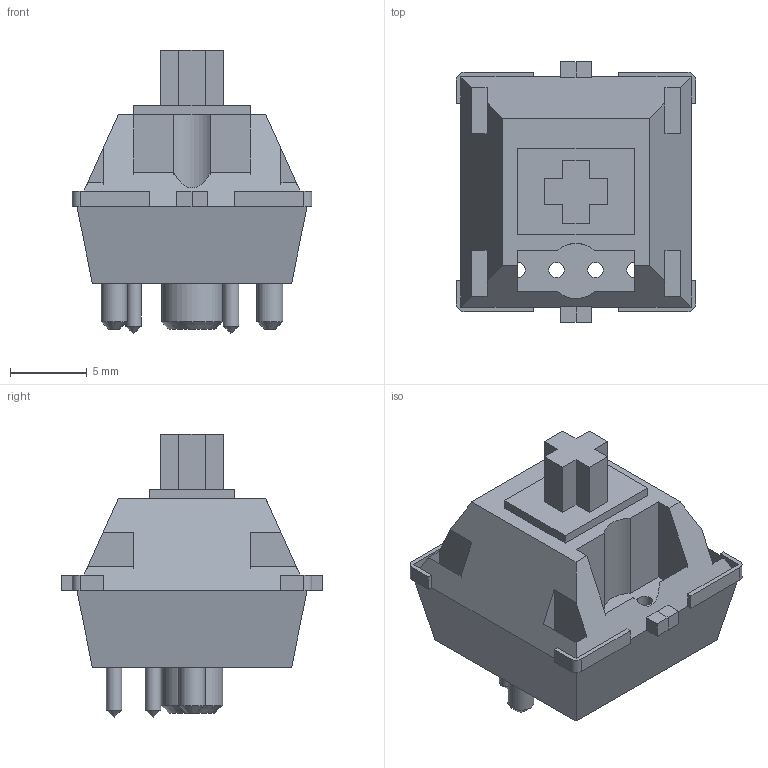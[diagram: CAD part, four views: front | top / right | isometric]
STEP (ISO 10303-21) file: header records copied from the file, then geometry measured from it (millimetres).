
FILE_DESCRIPTION(('FreeCAD Model'),'2;1');
FILE_NAME('SW_Cherry_MX_1.00u_PCB.step', '2019-12-07T03:58:16',('kicad StepUp'),('ksu MCAD'), 'Open CASCADE STEP processor 6.8','FreeCAD','Unknown');
FILE_SCHEMA(('AUTOMOTIVE_DESIGN_CC2 { 1 2 10303 214 -1 1 5 4 }'));
Length unit declared in the file: millimetre
Products named in the file (1): SW_Cherry_MX_1.00u_PCB
Bounding box: 15.6 x 16.98 x 18.5 mm (x, y, z)
Volume: 1883.7 mm3; surface area: 1302.3 mm2
Topology: 5 solids, 5 shells, 132 faces, 338 edges, 219 vertices
Faces by surface type: plane 104, cylinder 15, bspline 8, cone 5
Full cylindrical faces by diameter (mm): 1 x6, 1.702 x2, 3.988 x1
Entity records: 8060 total; most frequent: CARTESIAN_POINT 4000, ORIENTED_EDGE 672, DIRECTION 577, EDGE_CURVE 336, LINE 255, VECTOR 255, VERTEX_POINT 219, AXIS2_PLACEMENT_3D 161
